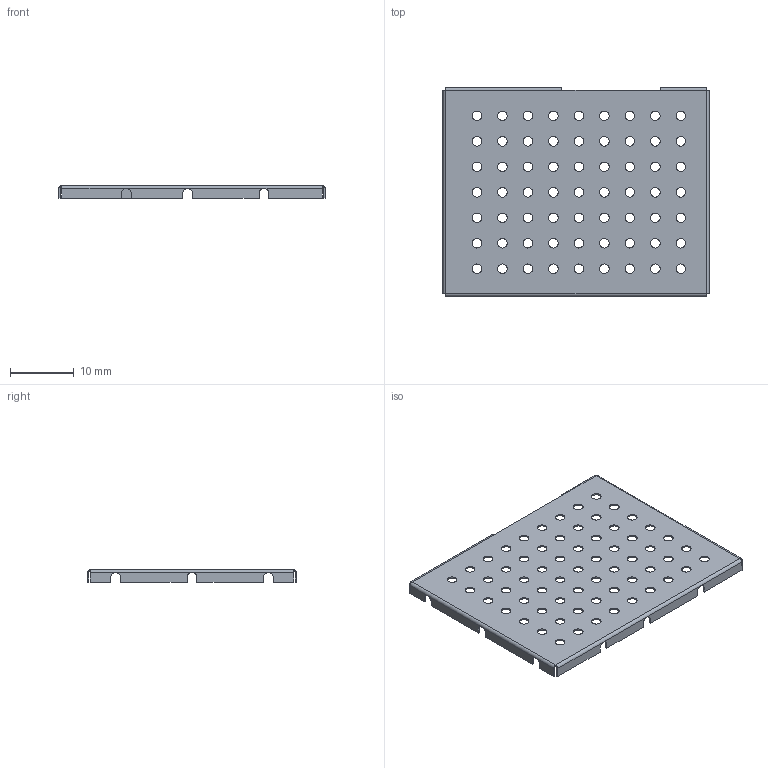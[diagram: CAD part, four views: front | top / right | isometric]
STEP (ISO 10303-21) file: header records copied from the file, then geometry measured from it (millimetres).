
FILE_DESCRIPTION (( 'STEP AP214' ), '1' );
FILE_NAME ('t-domain-shield-032520.STEP', '2020-03-24T19:18:10', ( '' ), ( '' ), 'SwSTEP 2.0', 'SolidWorks 2019', '' );
FILE_SCHEMA (( 'AUTOMOTIVE_DESIGN' ));
Length unit declared in the file: millimetre
Products named in the file (1): t-domain-shield-032520
Bounding box: 41.8 x 32.8 x 2 mm (x, y, z)
Volume: 289.2 mm3; surface area: 2989.5 mm2
Topology: 1 solids, 1 shells, 234 faces, 636 edges, 404 vertices
Faces by surface type: cylinder 147, plane 87
Entity records: 7738 total; most frequent: DIRECTION 1418, CARTESIAN_POINT 1275, ORIENTED_EDGE 1272, EDGE_CURVE 636, AXIS2_PLACEMENT_3D 547, VERTEX_POINT 404, EDGE_LOOP 360, LINE 324
